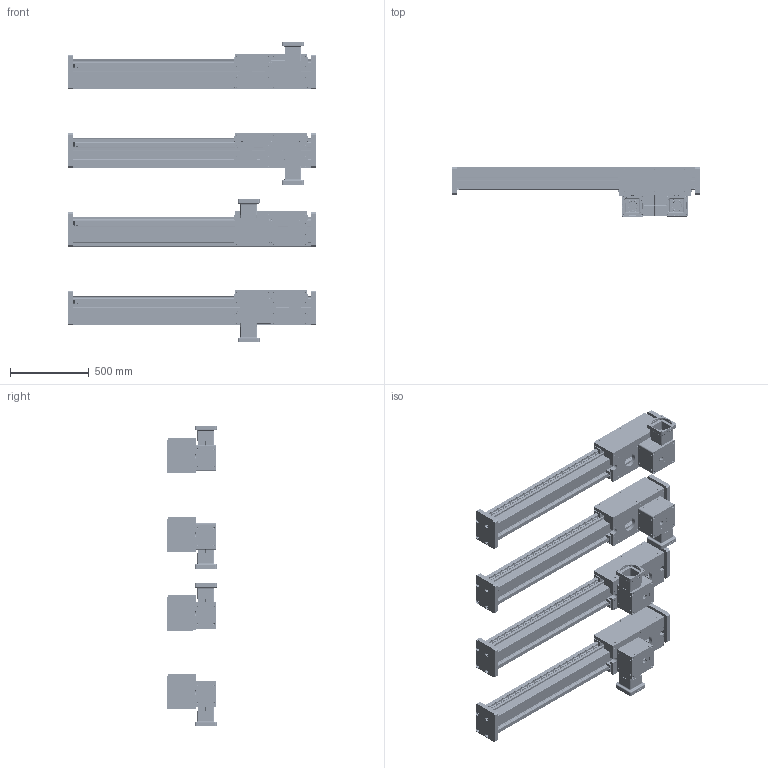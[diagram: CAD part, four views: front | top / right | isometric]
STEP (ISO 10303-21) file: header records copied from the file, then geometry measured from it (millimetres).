
FILE_DESCRIPTION((''),'2;1');
FILE_NAME('MSL160-Z-Hub 1000.stp','2012-10-12T09:19:46',('hartung_david'),(''),'Autodesk Inventor 2012','Autodesk Inventor 2012','');
FILE_SCHEMA(('AUTOMOTIVE_DESIGN { 1 0 10303 214 1 1 1 1 }'));
Length unit declared in the file: millimetre
Products named in the file (6): MSL160-Z-Hub-1000; Motorflansch-65 59 409; E-Schneckengetr.-57 04 007; MSL160-Z-Hub-1000-010; MSL160-Z-Hub-1000-020; MSL160-Z-Hub-1000-030
Assembly tree (20 placements, depth 2):
  MSL160-Z-Hub-1000
    Motorflansch-65 59 409  x4
    E-Schneckengetr.-57 04 007  x4
    MSL160-Z-Hub-1000-010  x4
    MSL160-Z-Hub-1000-020  x4
    MSL160-Z-Hub-1000-030  x4
Bounding box: 1570 x 314.7 x 1910 mm (x, y, z)
Volume: 154203756.5 mm3; surface area: 11840705.2 mm2
Topology: 20 solids, 84 shells, 6556 faces, 17148 edges, 10796 vertices
Faces by surface type: plane 3524, cylinder 2008, cone 776, torus 152, bspline 80, sphere 16
Full cylindrical faces by diameter (mm): 3.242 x16, 4.917 x16, 6.637 x16, 6.647 x128, 8.366 x48, 8.376 x112, 9 x16, 11 x16, 13 x28, 15 x16, 17.5 x32, 18 x32, 24.7 x4, 26 x64, 41.733 x8, 56 x4, 62 x8, 90 x16, 130 x4
Entity records: 52628 total; most frequent: CARTESIAN_POINT 12049, DIRECTION 8209, ORIENTED_EDGE 7714, EDGE_CURVE 3857, AXIS2_PLACEMENT_3D 2766, VECTOR 2677, LINE 2677, VERTEX_POINT 2610
